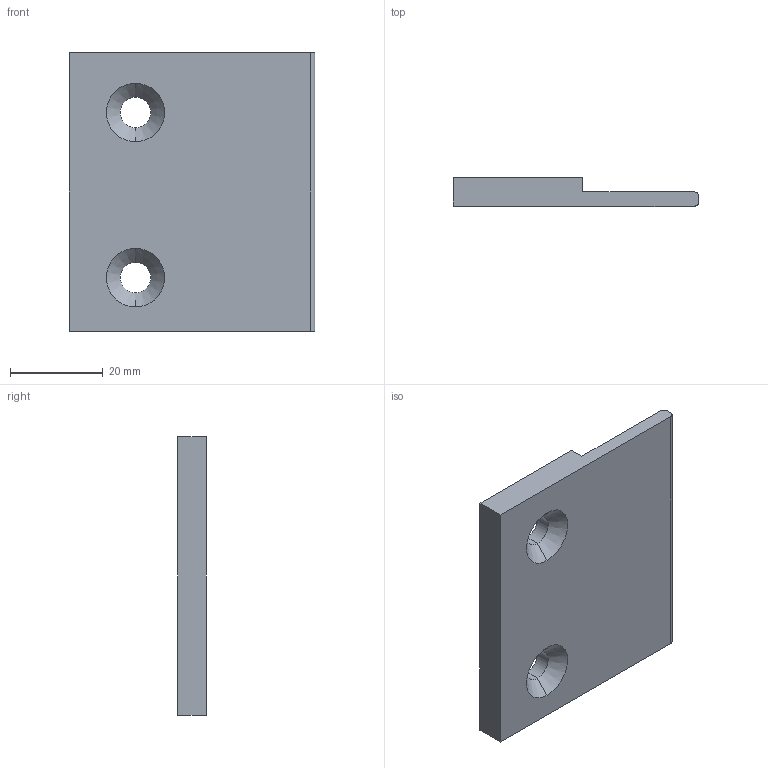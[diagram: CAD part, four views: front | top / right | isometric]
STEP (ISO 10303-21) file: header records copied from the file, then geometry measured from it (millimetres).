
FILE_DESCRIPTION (( 'STEP AP214' ), '1' );
FILE_NAME ('fixationgauche.STEP', '2020-05-09T15:11:01', ( '' ), ( '' ), 'SwSTEP 2.0', 'SolidWorks 2019', '' );
FILE_SCHEMA (( 'AUTOMOTIVE_DESIGN' ));
Length unit declared in the file: millimetre
Products named in the file (1): fixationgauche
Bounding box: 53 x 6.2 x 60 mm (x, y, z)
Volume: 14372.9 mm3; surface area: 7624.6 mm2
Topology: 1 solids, 1 shells, 18 faces, 44 edges, 28 vertices
Faces by surface type: plane 8, cylinder 6, cone 4
Entity records: 574 total; most frequent: DIRECTION 98, CARTESIAN_POINT 91, ORIENTED_EDGE 88, EDGE_CURVE 44, AXIS2_PLACEMENT_3D 35, VECTOR 28, LINE 28, VERTEX_POINT 28
